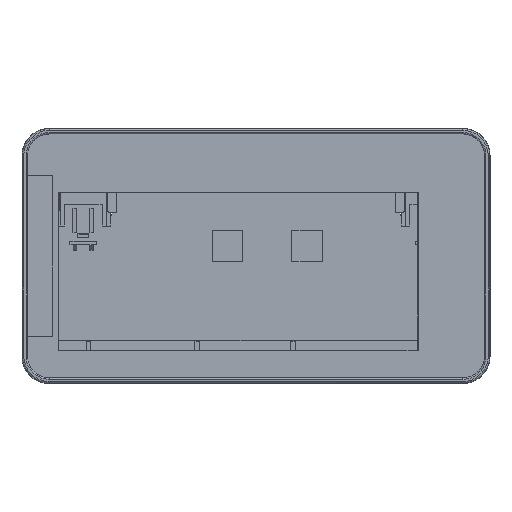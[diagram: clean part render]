
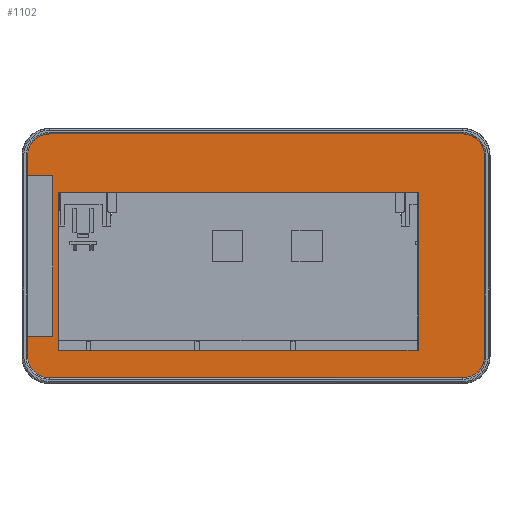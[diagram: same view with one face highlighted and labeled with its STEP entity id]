
A CAD part, top view. The second image highlights one B-rep face of the part: STEP entity #1102.
In plain terms, the highlighted planar face has unit normal (0, 0, 1).
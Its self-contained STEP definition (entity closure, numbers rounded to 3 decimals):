
#1102=ADVANCED_FACE('',(#2813,#2814),#1899,.T.);
#1899=PLANE('',#15938);
#2719=B_SPLINE_CURVE_WITH_KNOTS('',3,(#21746,#21747,#21748,#21749,#21750,
#21751,#21752,#21753,#21754,#21755,#21756),.UNSPECIFIED.,.F.,.F.,(4,1,1,
1,1,1,1,1,4),(0.,0.121,0.248,0.374,0.498,
0.622,0.747,0.873,1.),.UNSPECIFIED.);
#2720=B_SPLINE_CURVE_WITH_KNOTS('',3,(#21815,#21816,#21817,#21818,#21819,
#21820,#21821,#21822,#21823,#21824,#21825),.UNSPECIFIED.,.F.,.F.,(4,1,1,
1,1,1,1,1,4),(0.,0.121,0.248,0.374,0.498,
0.622,0.747,0.873,1.),.UNSPECIFIED.);
#2721=B_SPLINE_CURVE_WITH_KNOTS('',3,(#21884,#21885,#21886,#21887,#21888,
#21889,#21890,#21891,#21892,#21893,#21894),.UNSPECIFIED.,.F.,.F.,(4,1,1,
1,1,1,1,1,4),(0.,0.121,0.248,0.374,0.498,
0.622,0.747,0.873,1.),.UNSPECIFIED.);
#2722=B_SPLINE_CURVE_WITH_KNOTS('',3,(#21953,#21954,#21955,#21956,#21957,
#21958,#21959,#21960,#21961,#21962,#21963),.UNSPECIFIED.,.F.,.F.,(4,1,1,
1,1,1,1,1,4),(0.,0.121,0.248,0.374,0.498,
0.622,0.747,0.873,1.),.UNSPECIFIED.);
#2813=FACE_BOUND('',#2907,.T.);
#2814=FACE_BOUND('',#2908,.T.);
#2907=EDGE_LOOP('',(#3947,#3948,#3949,#3950,#3951,#3952,#3953,#3954,#3955,
#3956,#3957,#3958));
#2908=EDGE_LOOP('',(#3959,#3960,#3961,#3962));
#3947=ORIENTED_EDGE('',*,*,#9905,.T.);
#3948=ORIENTED_EDGE('',*,*,#9923,.T.);
#3949=ORIENTED_EDGE('',*,*,#9921,.T.);
#3950=ORIENTED_EDGE('',*,*,#9919,.T.);
#3951=ORIENTED_EDGE('',*,*,#9917,.T.);
#3952=ORIENTED_EDGE('',*,*,#9915,.T.);
#3953=ORIENTED_EDGE('',*,*,#9913,.T.);
#3954=ORIENTED_EDGE('',*,*,#9911,.T.);
#3955=ORIENTED_EDGE('',*,*,#9909,.T.);
#3956=ORIENTED_EDGE('',*,*,#9924,.T.);
#3957=ORIENTED_EDGE('',*,*,#9925,.F.);
#3958=ORIENTED_EDGE('',*,*,#9926,.F.);
#3959=ORIENTED_EDGE('',*,*,#9927,.T.);
#3960=ORIENTED_EDGE('',*,*,#9928,.T.);
#3961=ORIENTED_EDGE('',*,*,#9929,.T.);
#3962=ORIENTED_EDGE('',*,*,#9930,.T.);
#8403=VERTEX_POINT('',#21733);
#8404=VERTEX_POINT('',#21735);
#8407=VERTEX_POINT('',#21741);
#8408=VERTEX_POINT('',#21743);
#8409=VERTEX_POINT('',#21757);
#8410=VERTEX_POINT('',#21812);
#8411=VERTEX_POINT('',#21826);
#8412=VERTEX_POINT('',#21881);
#8413=VERTEX_POINT('',#21895);
#8414=VERTEX_POINT('',#21950);
#8415=VERTEX_POINT('',#22017);
#8416=VERTEX_POINT('',#22019);
#8417=VERTEX_POINT('',#22022);
#8418=VERTEX_POINT('',#22023);
#8419=VERTEX_POINT('',#22025);
#8420=VERTEX_POINT('',#22027);
#9905=EDGE_CURVE('',#8404,#8403,#12114,.T.);
#9909=EDGE_CURVE('',#8408,#8407,#12118,.T.);
#9911=EDGE_CURVE('',#8409,#8408,#2719,.T.);
#9913=EDGE_CURVE('',#8410,#8409,#12121,.T.);
#9915=EDGE_CURVE('',#8411,#8410,#2720,.T.);
#9917=EDGE_CURVE('',#8412,#8411,#12124,.T.);
#9919=EDGE_CURVE('',#8413,#8412,#2721,.T.);
#9921=EDGE_CURVE('',#8414,#8413,#12127,.T.);
#9923=EDGE_CURVE('',#8403,#8414,#2722,.T.);
#9924=EDGE_CURVE('',#8407,#8415,#12129,.T.);
#9925=EDGE_CURVE('',#8416,#8415,#12130,.T.);
#9926=EDGE_CURVE('',#8404,#8416,#12131,.T.);
#9927=EDGE_CURVE('',#8417,#8418,#12132,.T.);
#9928=EDGE_CURVE('',#8418,#8419,#12133,.T.);
#9929=EDGE_CURVE('',#8419,#8420,#12134,.T.);
#9930=EDGE_CURVE('',#8420,#8417,#12135,.T.);
#12114=LINE('',#21734,#14043);
#12118=LINE('',#21742,#14047);
#12121=LINE('',#21811,#14050);
#12124=LINE('',#21880,#14053);
#12127=LINE('',#21949,#14056);
#12129=LINE('',#22016,#14058);
#12130=LINE('',#22018,#14059);
#12131=LINE('',#22020,#14060);
#12132=LINE('',#22021,#14061);
#12133=LINE('',#22024,#14062);
#12134=LINE('',#22026,#14063);
#12135=LINE('',#22028,#14064);
#14043=VECTOR('',#17063,1.);
#14047=VECTOR('',#17067,1.);
#14050=VECTOR('',#17072,1.);
#14053=VECTOR('',#17077,1.);
#14056=VECTOR('',#17082,1.);
#14058=VECTOR('',#17086,1.);
#14059=VECTOR('',#17087,1.);
#14060=VECTOR('',#17088,1.);
#14061=VECTOR('',#17089,1.);
#14062=VECTOR('',#17090,1.);
#14063=VECTOR('',#17091,1.);
#14064=VECTOR('',#17092,1.);
#15938=AXIS2_PLACEMENT_3D('',#22029,#17093,#17094);
#17063=DIRECTION('',(0.,-1.,0.));
#17067=DIRECTION('',(0.,-1.,0.));
#17072=DIRECTION('',(-1.,0.,0.));
#17077=DIRECTION('',(0.,1.,0.));
#17082=DIRECTION('',(1.,0.,0.));
#17086=DIRECTION('',(1.,0.,0.));
#17087=DIRECTION('',(0.,1.,0.));
#17088=DIRECTION('',(1.,0.,0.));
#17089=DIRECTION('',(1.,0.,0.));
#17090=DIRECTION('',(0.,-1.,0.));
#17091=DIRECTION('',(-1.,0.,0.));
#17092=DIRECTION('',(0.,1.,0.));
#17093=DIRECTION('',(0.,0.,1.));
#17094=DIRECTION('',(-1.,0.,0.));
#21733=CARTESIAN_POINT('',(-42.691,-18.701,4.6));
#21734=CARTESIAN_POINT('',(-42.691,-13.05,4.6));
#21735=CARTESIAN_POINT('',(-42.691,-15.,4.6));
#21741=CARTESIAN_POINT('',(-42.691,15.,4.6));
#21742=CARTESIAN_POINT('',(-42.691,18.701,4.6));
#21743=CARTESIAN_POINT('',(-42.691,18.701,4.6));
#21746=CARTESIAN_POINT('',(-38.601,22.791,4.6));
#21747=CARTESIAN_POINT('',(-38.86,22.791,4.6));
#21748=CARTESIAN_POINT('',(-39.393,22.74,4.6));
#21749=CARTESIAN_POINT('',(-40.163,22.51,4.6));
#21750=CARTESIAN_POINT('',(-40.878,22.13,4.6));
#21751=CARTESIAN_POINT('',(-41.501,21.622,4.6));
#21752=CARTESIAN_POINT('',(-42.013,21.004,4.6));
#21753=CARTESIAN_POINT('',(-42.397,20.294,4.6));
#21754=CARTESIAN_POINT('',(-42.637,19.517,4.6));
#21755=CARTESIAN_POINT('',(-42.691,18.973,4.6));
#21756=CARTESIAN_POINT('',(-42.691,18.701,4.6));
#21757=CARTESIAN_POINT('',(-38.601,22.791,4.6));
#21811=CARTESIAN_POINT('',(38.601,22.791,4.6));
#21812=CARTESIAN_POINT('',(38.601,22.791,4.6));
#21815=CARTESIAN_POINT('',(42.691,18.701,4.6));
#21816=CARTESIAN_POINT('',(42.691,18.96,4.6));
#21817=CARTESIAN_POINT('',(42.64,19.493,4.6));
#21818=CARTESIAN_POINT('',(42.41,20.263,4.6));
#21819=CARTESIAN_POINT('',(42.03,20.978,4.6));
#21820=CARTESIAN_POINT('',(41.522,21.601,4.6));
#21821=CARTESIAN_POINT('',(40.904,22.113,4.6));
#21822=CARTESIAN_POINT('',(40.194,22.497,4.6));
#21823=CARTESIAN_POINT('',(39.417,22.737,4.6));
#21824=CARTESIAN_POINT('',(38.873,22.791,4.6));
#21825=CARTESIAN_POINT('',(38.601,22.791,4.6));
#21826=CARTESIAN_POINT('',(42.691,18.701,4.6));
#21880=CARTESIAN_POINT('',(42.691,-18.701,4.6));
#21881=CARTESIAN_POINT('',(42.691,-18.701,4.6));
#21884=CARTESIAN_POINT('',(38.601,-22.791,4.6));
#21885=CARTESIAN_POINT('',(38.86,-22.791,4.6));
#21886=CARTESIAN_POINT('',(39.393,-22.74,4.6));
#21887=CARTESIAN_POINT('',(40.163,-22.51,4.6));
#21888=CARTESIAN_POINT('',(40.878,-22.13,4.6));
#21889=CARTESIAN_POINT('',(41.501,-21.622,4.6));
#21890=CARTESIAN_POINT('',(42.013,-21.004,4.6));
#21891=CARTESIAN_POINT('',(42.397,-20.294,4.6));
#21892=CARTESIAN_POINT('',(42.637,-19.517,4.6));
#21893=CARTESIAN_POINT('',(42.691,-18.973,4.6));
#21894=CARTESIAN_POINT('',(42.691,-18.701,4.6));
#21895=CARTESIAN_POINT('',(38.601,-22.791,4.6));
#21949=CARTESIAN_POINT('',(-38.601,-22.791,4.6));
#21950=CARTESIAN_POINT('',(-38.601,-22.791,4.6));
#21953=CARTESIAN_POINT('',(-42.691,-18.701,4.6));
#21954=CARTESIAN_POINT('',(-42.691,-18.96,4.6));
#21955=CARTESIAN_POINT('',(-42.64,-19.493,4.6));
#21956=CARTESIAN_POINT('',(-42.41,-20.263,4.6));
#21957=CARTESIAN_POINT('',(-42.03,-20.978,4.6));
#21958=CARTESIAN_POINT('',(-41.522,-21.601,4.6));
#21959=CARTESIAN_POINT('',(-40.904,-22.113,4.6));
#21960=CARTESIAN_POINT('',(-40.194,-22.497,4.6));
#21961=CARTESIAN_POINT('',(-39.417,-22.737,4.6));
#21962=CARTESIAN_POINT('',(-38.873,-22.791,4.6));
#21963=CARTESIAN_POINT('',(-38.601,-22.791,4.6));
#22016=CARTESIAN_POINT('',(-38.001,15.,4.6));
#22017=CARTESIAN_POINT('',(-38.001,15.,4.6));
#22018=CARTESIAN_POINT('',(-38.001,-10.2,4.6));
#22019=CARTESIAN_POINT('',(-38.001,-15.,4.6));
#22020=CARTESIAN_POINT('',(0.,-15.,4.6));
#22021=CARTESIAN_POINT('',(-36.959,11.909,4.6));
#22022=CARTESIAN_POINT('',(-36.959,11.909,4.6));
#22023=CARTESIAN_POINT('',(30.259,11.909,4.6));
#22024=CARTESIAN_POINT('',(30.259,11.909,4.6));
#22025=CARTESIAN_POINT('',(30.259,-17.609,4.6));
#22026=CARTESIAN_POINT('',(30.259,-17.609,4.6));
#22027=CARTESIAN_POINT('',(-36.959,-17.609,4.6));
#22028=CARTESIAN_POINT('',(-36.959,-17.609,4.6));
#22029=CARTESIAN_POINT('',(0.,0.,4.6));
